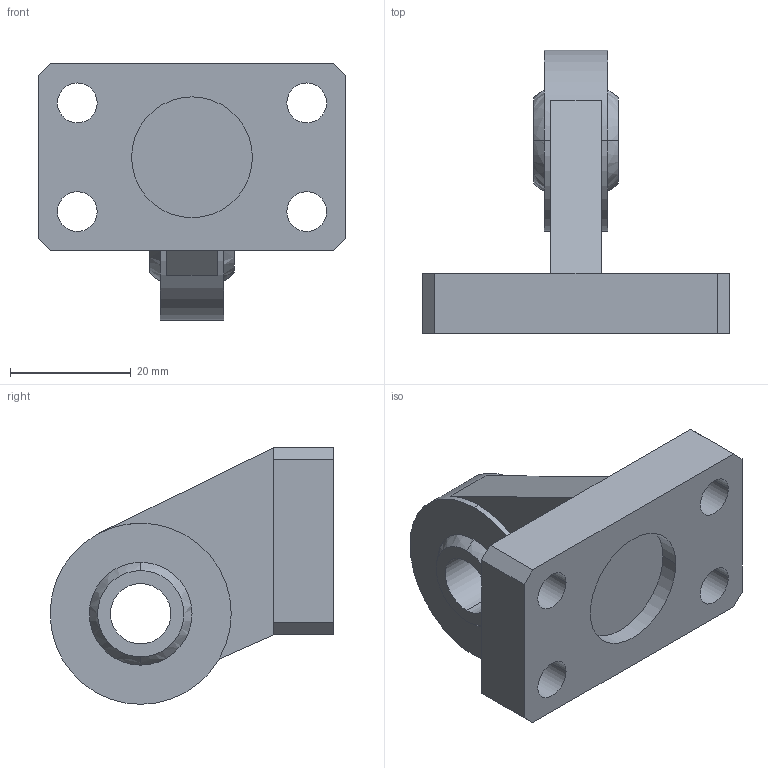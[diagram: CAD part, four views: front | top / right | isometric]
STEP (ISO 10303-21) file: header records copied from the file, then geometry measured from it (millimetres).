
FILE_DESCRIPTION(('STEP AP214'),'1');
FILE_NAME('chape_np032c.stp','2017-06-23T06:22:55',('TraceParts'),('TraceParts S.A.'),'Spatial InterOp 3D',' ',' ');
FILE_SCHEMA(('automotive_design'));
Length unit declared in the file: millimetre
Products named in the file (2): chape_np032c_1; chape_np032c_2
Bounding box: 51 x 47 x 42.5 mm (x, y, z)
Volume: 23024.4 mm3; surface area: 10131.3 mm2
Topology: 2 solids, 2 shells, 50 faces, 133 edges, 84 vertices
Faces by surface type: plane 24, cylinder 22, sphere 4
Entity records: 1585 total; most frequent: DIRECTION 295, CARTESIAN_POINT 261, ORIENTED_EDGE 250, EDGE_CURVE 125, AXIS2_PLACEMENT_3D 118, VERTEX_POINT 84, EDGE_LOOP 67, CIRCLE 66
